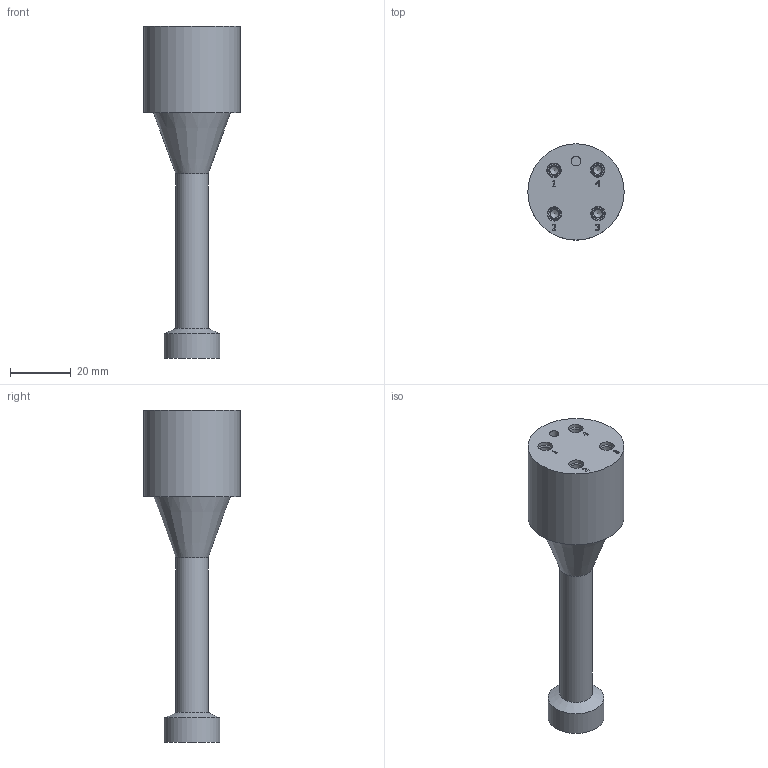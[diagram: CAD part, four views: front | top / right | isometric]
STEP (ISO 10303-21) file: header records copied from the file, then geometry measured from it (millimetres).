
FILE_DESCRIPTION(/* description */ (''),/* implementation_level */ '2;1');
FILE_NAME(/* name */ 'DCB4F.stp',/* time_stamp */ '2014-11-11T15:14:04+01:00',/* author */ ('sh'),/* organization */ (''),/* preprocessor_version */ 'ST-DEVELOPER v15.2',/* originating_system */ 'Autodesk Inventor 2014',/* authorisation */ '');
FILE_SCHEMA (('AUTOMOTIVE_DESIGN { 1 0 10303 214 3 1 1 }'));
Length unit declared in the file: millimetre
Products named in the file (1): DCB4F
Bounding box: 31.75 x 31.75 x 109.52 mm (x, y, z)
Volume: 34022.8 mm3; surface area: 10579.4 mm2
Topology: 5 solids, 5 shells, 244 faces, 678 edges, 443 vertices
Faces by surface type: plane 119, cylinder 40, torus 32, bspline 31, cone 22
Full cylindrical faces by diameter (mm): 2.057 x4, 2.794 x4, 3.175 x1, 3.569 x4, 4.775 x24, 10.668 x1, 18.441 x1, 31.75 x1
Entity records: 8161 total; most frequent: CARTESIAN_POINT 2223, ORIENTED_EDGE 1160, DIRECTION 1079, EDGE_CURVE 580, VERTEX_POINT 415, AXIS2_PLACEMENT_3D 403, EDGE_LOOP 329, LINE 273
